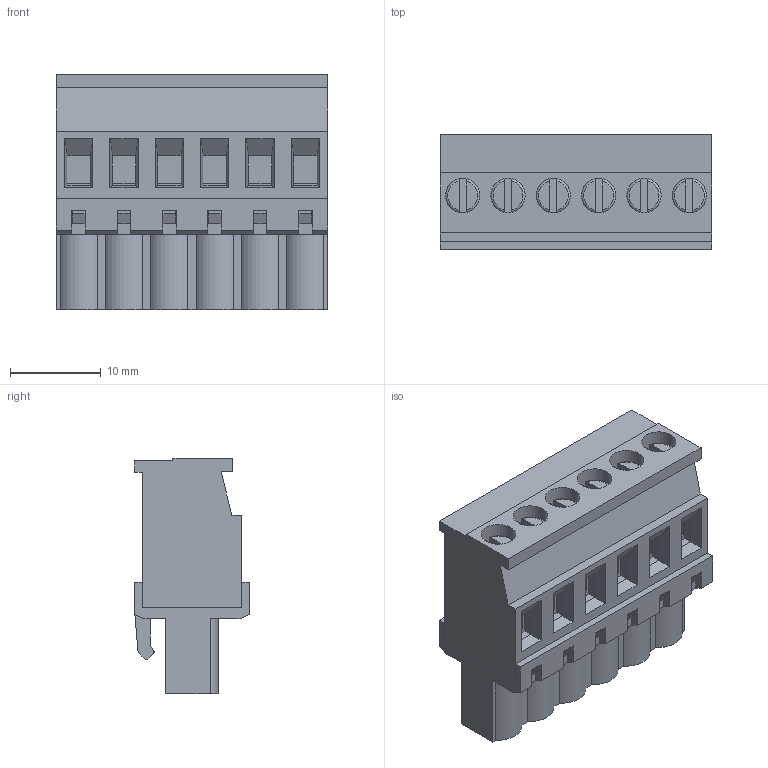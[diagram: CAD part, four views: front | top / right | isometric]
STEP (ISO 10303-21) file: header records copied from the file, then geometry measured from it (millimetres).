
FILE_DESCRIPTION( ( 'Unknown' ), '1' );
FILE_NAME( '691344710006.stp', 'Unknown', ( 'Unknown' ), ( 'Unknown' ), 'PSStep 18.0.17', 'Unknown', ' ' );
FILE_SCHEMA( ( 'AUTOMOTIVE_DESIGN { 1 0 10303 214 1 1 1 1 }' ) );
Length unit declared in the file: millimetre
Products named in the file (6): Assem1; 6913447100xx_CAGE; 6913447100xx_PIN; 6913447100xx_VIS; 691344710006; 691344710006_BAS
Assembly tree (20 placements, depth 2):
  Assem1
    6913447100xx_CAGE  x6
    6913447100xx_PIN  x6
    6913447100xx_VIS  x6
    691344710006
    691344710006_BAS
Bounding box: 30 x 12.6 x 26 mm (x, y, z)
Volume: 4559.2 mm3; surface area: 10719.1 mm2
Topology: 20 solids, 20 shells, 1220 faces, 3406 edges, 2224 vertices
Faces by surface type: plane 952, cylinder 232, torus 24, cone 12
Full cylindrical faces by diameter (mm): 1.6 x6, 2.2 x6, 2.4 x6, 2.9 x12, 3 x6, 3.8 x12
Entity records: 29338 total; most frequent: CARTESIAN_POINT 4162, ORIENTED_EDGE 4076, DIRECTION 3706, EDGE_CURVE 2038, LINE 1874, VECTOR 1874, VERTEX_POINT 1348, AXIS2_PLACEMENT_3D 916
